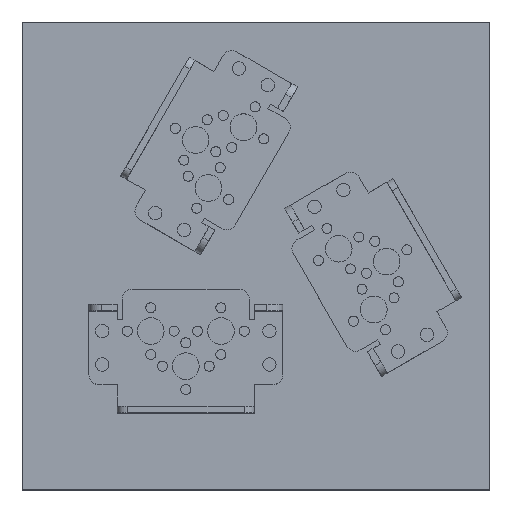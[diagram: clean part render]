
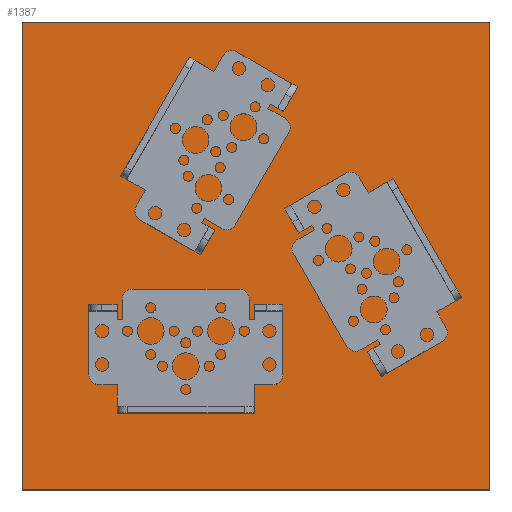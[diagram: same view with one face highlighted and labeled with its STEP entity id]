
A CAD part, top view. The second image highlights one B-rep face of the part: STEP entity #1387.
In plain terms, the highlighted planar face has unit normal (0, 0, 1).
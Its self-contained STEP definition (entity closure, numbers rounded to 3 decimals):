
#265=FACE_OUTER_BOUND('',#381,.T.);
#381=EDGE_LOOP('',(#1285,#1286,#1287,#1288));
#485=LINE('',#2325,#599);
#489=LINE('',#2333,#603);
#492=LINE('',#2339,#606);
#495=LINE('',#2344,#609);
#599=VECTOR('',#1935,10.);
#603=VECTOR('',#1941,10.);
#606=VECTOR('',#1946,10.);
#609=VECTOR('',#1951,10.);
#727=VERTEX_POINT('',#2323);
#728=VERTEX_POINT('',#2324);
#731=VERTEX_POINT('',#2332);
#733=VERTEX_POINT('',#2338);
#909=EDGE_CURVE('',#727,#728,#485,.T.);
#913=EDGE_CURVE('',#731,#727,#489,.T.);
#916=EDGE_CURVE('',#733,#731,#492,.T.);
#919=EDGE_CURVE('',#728,#733,#495,.T.);
#1285=ORIENTED_EDGE('',*,*,#919,.F.);
#1286=ORIENTED_EDGE('',*,*,#909,.F.);
#1287=ORIENTED_EDGE('',*,*,#913,.F.);
#1288=ORIENTED_EDGE('',*,*,#916,.F.);
#1321=PLANE('',#1553);
#1387=ADVANCED_FACE('',(#265),#1321,.T.);
#1553=AXIS2_PLACEMENT_3D('',#2346,#1953,#1954);
#1935=DIRECTION('',(0.,-1.,0.));
#1941=DIRECTION('',(1.,0.,0.));
#1946=DIRECTION('',(0.,1.,0.));
#1951=DIRECTION('',(-1.,0.,0.));
#1953=DIRECTION('center_axis',(0.,0.,1.));
#1954=DIRECTION('ref_axis',(1.,0.,0.));
#2323=CARTESIAN_POINT('',(70.,70.,0.));
#2324=CARTESIAN_POINT('',(70.,-70.,0.));
#2325=CARTESIAN_POINT('',(70.,70.,0.));
#2332=CARTESIAN_POINT('',(-70.,70.,0.));
#2333=CARTESIAN_POINT('',(-70.,70.,0.));
#2338=CARTESIAN_POINT('',(-70.,-70.,0.));
#2339=CARTESIAN_POINT('',(-70.,-70.,0.));
#2344=CARTESIAN_POINT('',(70.,-70.,0.));
#2346=CARTESIAN_POINT('Origin',(0.,0.,0.));
